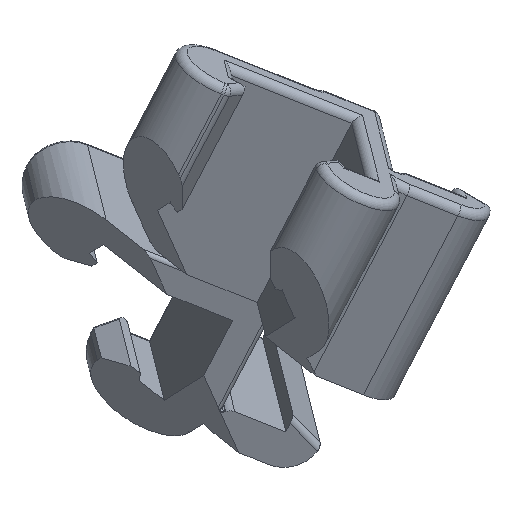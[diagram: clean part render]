
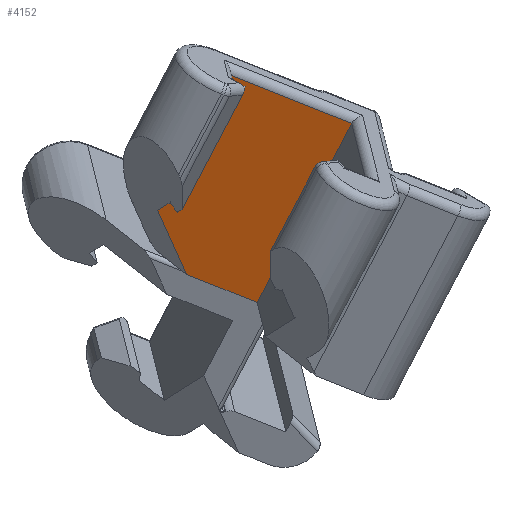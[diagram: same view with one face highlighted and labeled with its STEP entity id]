
A CAD part, left-side view. The second image highlights one B-rep face of the part: STEP entity #4152.
In plain terms, the highlighted face is planar.
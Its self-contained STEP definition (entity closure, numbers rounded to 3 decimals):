
#11 = DIRECTION ( 'NONE',  ( -0.437, 0.707, -0.556 ) ) ;
#35 = EDGE_CURVE ( 'NONE', #187, #2830, #400, .T. ) ;
#187 = VERTEX_POINT ( 'NONE', #4768 ) ;
#240 = EDGE_LOOP ( 'NONE', ( #2391, #785, #2013, #2132, #3419 ) ) ;
#278 = EDGE_CURVE ( 'NONE', #5124, #3286, #4808, .T. ) ;
#400 = LINE ( 'NONE', #4687, #3814 ) ;
#527 = DIRECTION ( 'NONE',  ( 0.85, -0.526, 0. ) ) ;
#666 = CARTESIAN_POINT ( 'NONE',  ( -2.957, 6.798, 0. ) ) ;
#785 = ORIENTED_EDGE ( 'NONE', *, *, #35, .T. ) ;
#849 = DIRECTION ( 'NONE',  ( 0.786, 0., -0.619 ) ) ;
#944 = CARTESIAN_POINT ( 'NONE',  ( -8.867, 10.453, 0. ) ) ;
#1064 = CARTESIAN_POINT ( 'NONE',  ( -6.32, 2.484, 8.138 ) ) ;
#1098 = EDGE_CURVE ( 'NONE', #5354, #3286, #3391, .T. ) ;
#1484 = LINE ( 'NONE', #1064, #2646 ) ;
#1692 = FACE_OUTER_BOUND ( 'NONE', #240, .T. ) ;
#1721 = AXIS2_PLACEMENT_3D ( 'NONE', #2154, #4661, #11 ) ;
#1743 = PLANE ( 'NONE',  #1721 ) ;
#1749 = VECTOR ( 'NONE', #4264, 1000. ) ;
#1923 = CARTESIAN_POINT ( 'NONE',  ( -20.489, 6.798, 13.803 ) ) ;
#2013 = ORIENTED_EDGE ( 'NONE', *, *, #4952, .T. ) ;
#2132 = ORIENTED_EDGE ( 'NONE', *, *, #278, .T. ) ;
#2154 = CARTESIAN_POINT ( 'NONE',  ( -15.809, -0.769, 19.748 ) ) ;
#2391 = ORIENTED_EDGE ( 'NONE', *, *, #4760, .F. ) ;
#2646 = VECTOR ( 'NONE', #849, 1000. ) ;
#2788 = LINE ( 'NONE', #1923, #5425 ) ;
#2794 = CARTESIAN_POINT ( 'NONE',  ( 0., 4.968, 0. ) ) ;
#2830 = VERTEX_POINT ( 'NONE', #5295 ) ;
#3251 = DIRECTION ( 'NONE',  ( 0.786, 0., -0.619 ) ) ;
#3286 = VERTEX_POINT ( 'NONE', #2794 ) ;
#3391 = LINE ( 'NONE', #3866, #1749 ) ;
#3419 = ORIENTED_EDGE ( 'NONE', *, *, #1098, .F. ) ;
#3717 = CARTESIAN_POINT ( 'NONE',  ( 1.537, 2.484, 1.952 ) ) ;
#3814 = VECTOR ( 'NONE', #5542, 1000. ) ;
#3866 = CARTESIAN_POINT ( 'NONE',  ( 3.549, -0.769, 4.508 ) ) ;
#4152 = ADVANCED_FACE ( 'NONE', ( #1692 ), #1743, .T. ) ;
#4264 = DIRECTION ( 'NONE',  ( -0.437, 0.707, -0.556 ) ) ;
#4608 = VECTOR ( 'NONE', #527, 1000. ) ;
#4661 = DIRECTION ( 'NONE',  ( -0.437, -0.707, -0.556 ) ) ;
#4687 = CARTESIAN_POINT ( 'NONE',  ( -3.994, -0.769, 10.446 ) ) ;
#4760 = EDGE_CURVE ( 'NONE', #187, #5354, #1484, .T. ) ;
#4768 = CARTESIAN_POINT ( 'NONE',  ( -6.006, 2.484, 7.89 ) ) ;
#4808 = LINE ( 'NONE', #944, #4608 ) ;
#4952 = EDGE_CURVE ( 'NONE', #2830, #5124, #2788, .T. ) ;
#5124 = VERTEX_POINT ( 'NONE', #666 ) ;
#5295 = CARTESIAN_POINT ( 'NONE',  ( -8.674, 6.798, 4.501 ) ) ;
#5354 = VERTEX_POINT ( 'NONE', #3717 ) ;
#5425 = VECTOR ( 'NONE', #3251, 1000. ) ;
#5542 = DIRECTION ( 'NONE',  ( -0.437, 0.707, -0.556 ) ) ;
